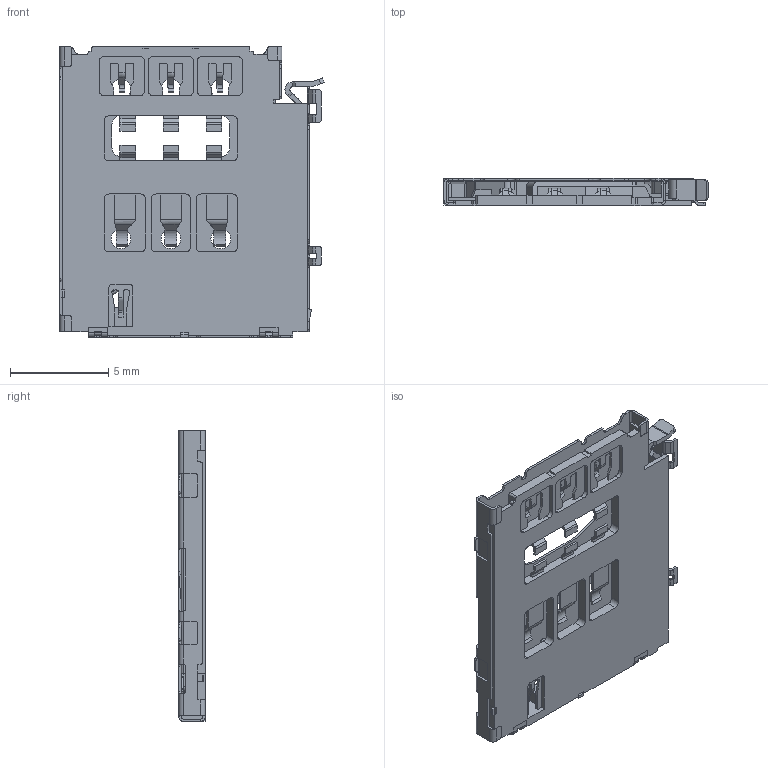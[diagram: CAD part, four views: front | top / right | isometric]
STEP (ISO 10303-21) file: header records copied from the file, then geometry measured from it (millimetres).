
FILE_DESCRIPTION (( 'STEP AP214' ), '1' );
FILE_NAME ('SF70S006VBAR2000.STEP', '2020-07-16T10:06:56', ( '' ), ( '' ), 'SwSTEP 2.0', 'SolidWorks 2017', '' );
FILE_SCHEMA (( 'AUTOMOTIVE_DESIGN' ));
Length unit declared in the file: millimetre
Products named in the file (1): SF70S006VBAR2000
Bounding box: 13.45 x 1.35 x 14.8 mm (x, y, z)
Volume: 92.4 mm3; surface area: 873.6 mm2
Topology: 20 solids, 20 shells, 1264 faces, 3477 edges, 2226 vertices
Faces by surface type: plane 783, cylinder 477, bspline 4
Entity records: 40245 total; most frequent: CARTESIAN_POINT 7200, ORIENTED_EDGE 6946, DIRECTION 6854, EDGE_CURVE 3473, VECTOR 2518, LINE 2518, VERTEX_POINT 2226, AXIS2_PLACEMENT_3D 2168
